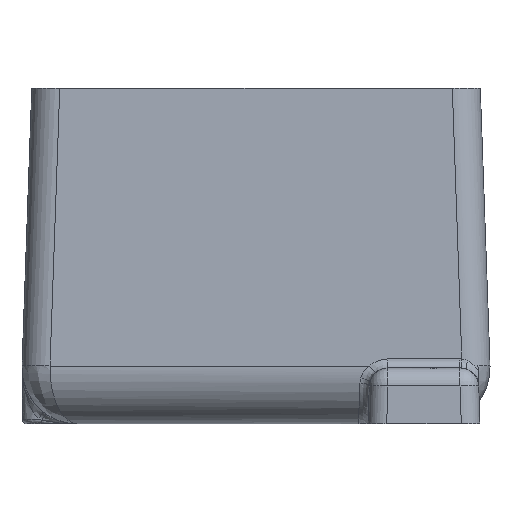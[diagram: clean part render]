
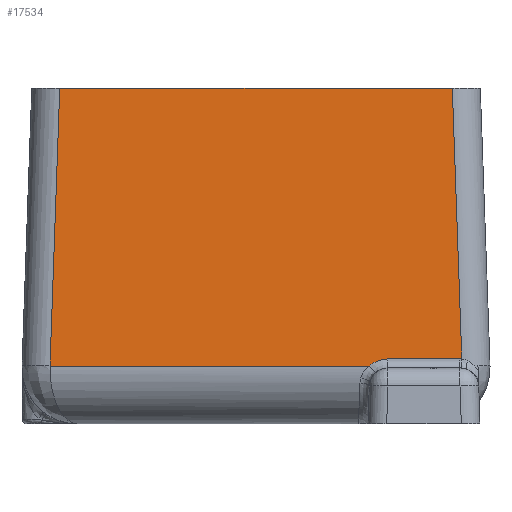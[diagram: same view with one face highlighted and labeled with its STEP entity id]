
A CAD part, left-side view. The second image highlights one B-rep face of the part: STEP entity #17534.
In plain terms, the highlighted planar face has unit normal (-0.999, 0, 0.035).
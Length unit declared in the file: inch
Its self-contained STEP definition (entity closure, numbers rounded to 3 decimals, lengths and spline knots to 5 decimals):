
#1290=ELLIPSE('',#18613,0.18761,0.1875);
#1291=ELLIPSE('',#18614,0.18761,0.1875);
#1352=LINE('',#22878,#2966);
#1362=LINE('',#22926,#2976);
#1363=LINE('',#22928,#2977);
#1364=LINE('',#22932,#2978);
#1365=LINE('',#22935,#2979);
#2966=VECTOR('',#19518,2.62959);
#2976=VECTOR('',#19558,1.86418);
#2977=VECTOR('',#19559,2.1392);
#2978=VECTOR('',#19562,0.48239);
#2979=VECTOR('',#19565,1.81728);
#4579=PLANE('',#18612);
#5271=FACE_OUTER_BOUND('',#6329,.T.);
#6329=EDGE_LOOP('',(#12170,#12171,#12172,#12173,#12174,#12175,#12176));
#7680=VERTEX_POINT('',#22875);
#7681=VERTEX_POINT('',#22877);
#7704=VERTEX_POINT('',#22925);
#7705=VERTEX_POINT('',#22927);
#7706=VERTEX_POINT('',#22929);
#7707=VERTEX_POINT('',#22931);
#7708=VERTEX_POINT('',#22933);
#9436=EDGE_CURVE('',#7681,#7680,#1352,.T.);
#9460=EDGE_CURVE('',#7704,#7680,#1362,.T.);
#9461=EDGE_CURVE('',#7705,#7704,#1363,.T.);
#9462=EDGE_CURVE('',#7706,#7705,#1290,.T.);
#9463=EDGE_CURVE('',#7707,#7706,#1364,.T.);
#9464=EDGE_CURVE('',#7708,#7707,#1291,.T.);
#9465=EDGE_CURVE('',#7708,#7681,#1365,.F.);
#12170=ORIENTED_EDGE('',*,*,#9436,.T.);
#12171=ORIENTED_EDGE('',*,*,#9460,.F.);
#12172=ORIENTED_EDGE('',*,*,#9461,.F.);
#12173=ORIENTED_EDGE('',*,*,#9462,.F.);
#12174=ORIENTED_EDGE('',*,*,#9463,.F.);
#12175=ORIENTED_EDGE('',*,*,#9464,.F.);
#12176=ORIENTED_EDGE('',*,*,#9465,.T.);
#17534=ADVANCED_FACE('',(#5271),#4579,.T.);
#18612=AXIS2_PLACEMENT_3D('',#22924,#19556,#19557);
#18613=AXIS2_PLACEMENT_3D('',#22930,#19560,#19561);
#18614=AXIS2_PLACEMENT_3D('',#22934,#19563,#19564);
#19518=DIRECTION('',(0.,1.,0.));
#19556=DIRECTION('center_axis',(-0.999,0.,0.035));
#19557=DIRECTION('ref_axis',(0.,1.,0.));
#19558=DIRECTION('',(0.035,-0.035,0.999));
#19559=DIRECTION('',(0.,1.,0.));
#19560=DIRECTION('center_axis',(-0.999,0.,0.035));
#19561=DIRECTION('ref_axis',(0.035,0.,0.999));
#19562=DIRECTION('',(0.,1.,0.));
#19563=DIRECTION('center_axis',(-0.999,0.,0.035));
#19564=DIRECTION('ref_axis',(0.035,0.,0.999));
#19565=DIRECTION('',(-0.035,-0.035,-0.999));
#22875=CARTESIAN_POINT('',(-2.31468,1.3148,-0.0625));
#22877=CARTESIAN_POINT('',(-2.31468,-1.3148,-0.0625));
#22878=CARTESIAN_POINT('',(-2.31468,-1.68218,-0.0625));
#22924=CARTESIAN_POINT('Origin',(-2.3125,-1.5,0.));
#22925=CARTESIAN_POINT('',(-2.3797,1.37982,-1.92441));
#22926=CARTESIAN_POINT('',(-2.3109,1.31102,0.04573));
#22927=CARTESIAN_POINT('',(-2.3797,-0.75938,-1.92441));
#22928=CARTESIAN_POINT('',(-2.3797,-0.75,-1.92441));
#22929=CARTESIAN_POINT('',(-2.37805,-0.88381,-1.87718));
#22930=CARTESIAN_POINT('Origin',(-2.3846,-0.88381,-2.06468));
#22931=CARTESIAN_POINT('',(-2.37805,-1.36619,-1.87718));
#22932=CARTESIAN_POINT('',(-2.37805,-1.3125,-1.87718));
#22933=CARTESIAN_POINT('',(-2.37807,-1.37818,-1.87756));
#22934=CARTESIAN_POINT('Origin',(-2.3846,-1.36619,-2.06468));
#22935=CARTESIAN_POINT('',(-2.30991,-1.31003,0.07403));
